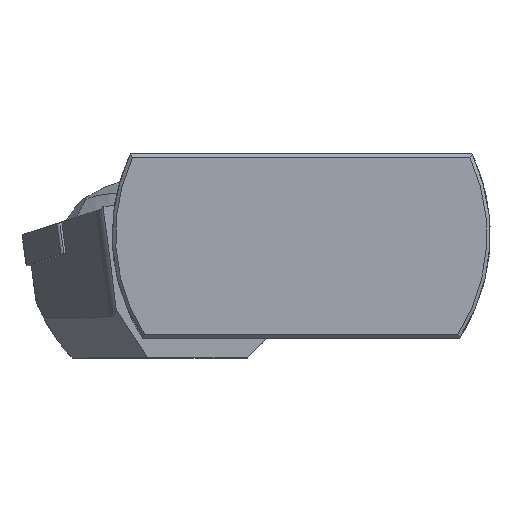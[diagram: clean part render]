
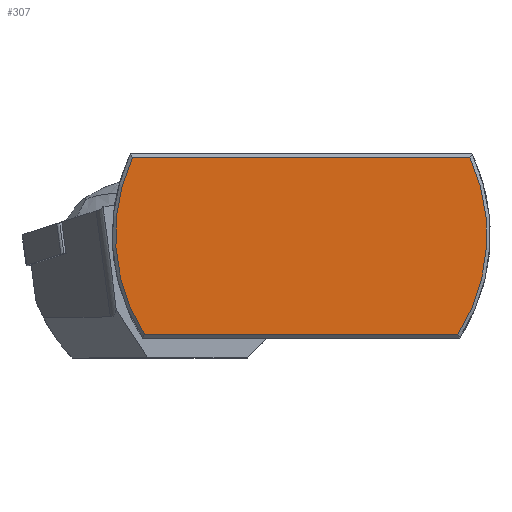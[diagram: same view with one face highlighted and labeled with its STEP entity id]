
A CAD part, top view. The second image highlights one B-rep face of the part: STEP entity #307.
In plain terms, the highlighted planar face has unit normal (0, 0, 1).
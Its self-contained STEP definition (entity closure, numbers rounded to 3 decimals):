
#204=FACE_OUTER_BOUND('',#726,.T.);
#307=ADVANCED_FACE('',(#204),#381,.T.);
#381=PLANE('',#1822);
#446=LINE('',#2388,#560);
#448=LINE('',#2412,#562);
#560=VECTOR('',#1950,1.);
#562=VECTOR('',#1960,1.);
#726=EDGE_LOOP('',(#1009,#1010,#1011,#1012));
#1009=ORIENTED_EDGE('',*,*,#1422,.F.);
#1010=ORIENTED_EDGE('',*,*,#1418,.T.);
#1011=ORIENTED_EDGE('',*,*,#1428,.F.);
#1012=ORIENTED_EDGE('',*,*,#1425,.F.);
#1264=VERTEX_POINT('',#2389);
#1265=VERTEX_POINT('',#2390);
#1268=VERTEX_POINT('',#2404);
#1270=VERTEX_POINT('',#2413);
#1418=EDGE_CURVE('',#1264,#1265,#446,.T.);
#1422=EDGE_CURVE('',#1264,#1268,#1625,.T.);
#1425=EDGE_CURVE('',#1268,#1270,#448,.T.);
#1428=EDGE_CURVE('',#1270,#1265,#1627,.T.);
#1625=CIRCLE('',#1757,37.825);
#1627=CIRCLE('',#1761,37.825);
#1757=AXIS2_PLACEMENT_3D('',#2403,#1954,#1955);
#1761=AXIS2_PLACEMENT_3D('',#2421,#1964,#1965);
#1822=AXIS2_PLACEMENT_3D('',#2657,#2141,#2142);
#1950=DIRECTION('',(-1.,0.,0.));
#1954=DIRECTION('',(0.,0.,-1.));
#1955=DIRECTION('',(1.,0.,0.));
#1960=DIRECTION('',(-1.,0.,0.));
#1964=DIRECTION('',(0.,0.,-1.));
#1965=DIRECTION('',(1.,0.,0.));
#2141=DIRECTION('',(0.,0.,1.));
#2142=DIRECTION('',(1.,0.,0.));
#2388=CARTESIAN_POINT('',(6.608,15.825,0.));
#2389=CARTESIAN_POINT('',(34.355,15.825,0.));
#2390=CARTESIAN_POINT('',(-34.355,15.825,0.));
#2403=CARTESIAN_POINT('',(0.,0.,0.));
#2404=CARTESIAN_POINT('',(31.9,-20.325,0.));
#2412=CARTESIAN_POINT('',(6.608,-20.325,0.));
#2413=CARTESIAN_POINT('',(-31.9,-20.325,0.));
#2421=CARTESIAN_POINT('',(0.,0.,0.));
#2657=CARTESIAN_POINT('',(0.,0.,0.));
